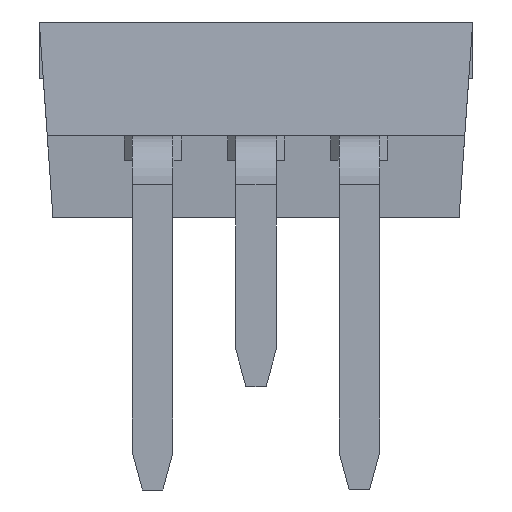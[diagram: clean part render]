
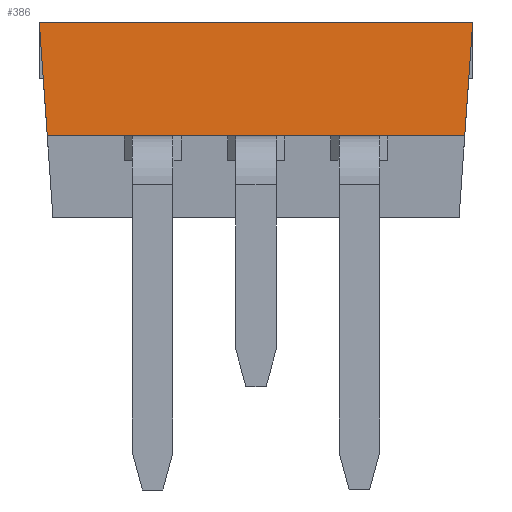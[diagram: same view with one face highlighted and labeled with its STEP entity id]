
A CAD part, front view. The second image highlights one B-rep face of the part: STEP entity #386.
In plain terms, the highlighted planar face has unit normal (0, -0.999, 0.052).
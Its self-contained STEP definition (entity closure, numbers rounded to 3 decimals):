
#386=ADVANCED_FACE('',(#1291),#1293,.T.);
#1291=FACE_BOUND('',#1292,.T.);
#1292=EDGE_LOOP('',(#2000,#2001,#2002,#2003));
#1293=PLANE('',#1294);
#1294=AXIS2_PLACEMENT_3D('',#1295,#1296,#1297);
#1295=CARTESIAN_POINT('',(-5.825,7.32,2.));
#1296=DIRECTION('',(0.,-0.999,0.052));
#1297=DIRECTION('',(1.,0.,0.));
#2000=ORIENTED_EDGE('',*,*,#2412,.T.);
#2001=ORIENTED_EDGE('',*,*,#2451,.F.);
#2002=ORIENTED_EDGE('',*,*,#2420,.T.);
#2003=ORIENTED_EDGE('',*,*,#2452,.T.);
#2412=EDGE_CURVE('',#2725,#2723,#2726,.T.);
#2420=EDGE_CURVE('',#2741,#2739,#2742,.T.);
#2451=EDGE_CURVE('',#2741,#2723,#2792,.T.);
#2452=EDGE_CURVE('',#2739,#2725,#2793,.T.);
#2723=VERTEX_POINT('',#3291);
#2725=VERTEX_POINT('',#3295);
#2726=LINE('',#3296,#3297);
#2739=VERTEX_POINT('',#3331);
#2741=VERTEX_POINT('',#3335);
#2742=LINE('',#3336,#3337);
#2792=LINE('',#3456,#3457);
#2793=LINE('',#3459,#3460);
#3291=CARTESIAN_POINT('',(5.325,7.467,4.8));
#3295=CARTESIAN_POINT('',(5.129,7.32,2.));
#3296=CARTESIAN_POINT('',(5.129,7.32,2.));
#3297=VECTOR('',#3298,1.);
#3298=DIRECTION('',(0.07,0.052,0.996));
#3331=CARTESIAN_POINT('',(-5.129,7.32,2.));
#3335=CARTESIAN_POINT('',(-5.325,7.467,4.8));
#3336=CARTESIAN_POINT('',(-5.325,7.467,4.8));
#3337=VECTOR('',#3338,1.);
#3338=DIRECTION('',(0.07,-0.052,-0.996));
#3456=CARTESIAN_POINT('',(-5.325,7.467,4.8));
#3457=VECTOR('',#3458,1.);
#3458=DIRECTION('',(1.,0.,0.));
#3459=CARTESIAN_POINT('',(-5.129,7.32,2.));
#3460=VECTOR('',#3461,1.);
#3461=DIRECTION('',(1.,0.,0.));
